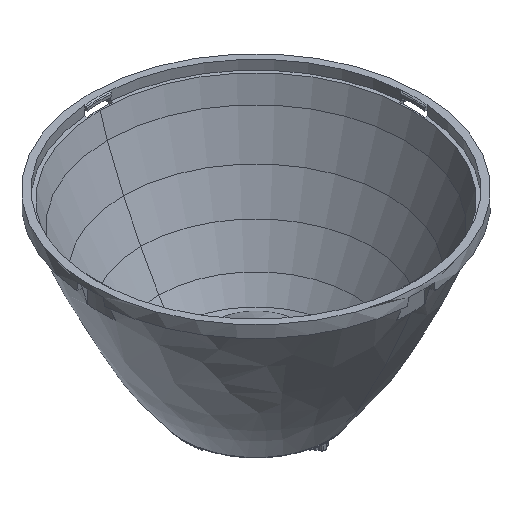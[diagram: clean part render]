
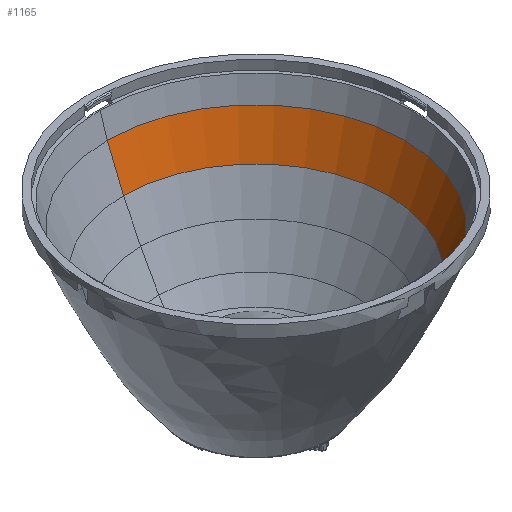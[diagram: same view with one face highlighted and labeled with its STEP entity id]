
A CAD part, isometric view. The second image highlights one B-rep face of the part: STEP entity #1165.
In plain terms, the highlighted conical face has half-angle 22.121 degrees and reference radius 33.589 mm.
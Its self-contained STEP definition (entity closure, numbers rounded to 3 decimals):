
#541 = VERTEX_POINT ( 'NONE', #8224 ) ;
#1165 = ADVANCED_FACE ( 'NONE', ( #7420 ), #10708, .F. ) ;
#1287 = EDGE_CURVE ( 'NONE', #11274, #3273, #6188, .T. ) ;
#2057 = EDGE_CURVE ( 'NONE', #3273, #541, #11150, .T. ) ;
#2779 = EDGE_CURVE ( 'NONE', #11274, #6934, #3656, .T. ) ;
#2825 = AXIS2_PLACEMENT_3D ( 'NONE', #9527, #5895, #4663 ) ;
#3180 = DIRECTION ( 'NONE',  ( 0., -1., 0. ) ) ;
#3273 = VERTEX_POINT ( 'NONE', #5313 ) ;
#3656 = LINE ( 'NONE', #5818, #7810 ) ;
#4171 = ORIENTED_EDGE ( 'NONE', *, *, #2779, .T. ) ;
#4392 = DIRECTION ( 'NONE',  ( 0., 0., 1. ) ) ;
#4587 = DIRECTION ( 'NONE',  ( 0., -0.377, 0.926 ) ) ;
#4663 = DIRECTION ( 'NONE',  ( 0., -1., 0. ) ) ;
#5313 = CARTESIAN_POINT ( 'NONE',  ( 0., 29.934, 24.798 ) ) ;
#5818 = CARTESIAN_POINT ( 'NONE',  ( 0., -33.589, 33.79 ) ) ;
#5895 = DIRECTION ( 'NONE',  ( 0., 0., 1. ) ) ;
#6022 = CARTESIAN_POINT ( 'NONE',  ( 0., -33.589, 33.79 ) ) ;
#6188 = CIRCLE ( 'NONE', #9456, 29.934 ) ;
#6329 = DIRECTION ( 'NONE',  ( 0., -1., 0. ) ) ;
#6845 = CARTESIAN_POINT ( 'NONE',  ( 0., 0., 33.79 ) ) ;
#6934 = VERTEX_POINT ( 'NONE', #6022 ) ;
#7420 = FACE_OUTER_BOUND ( 'NONE', #9158, .T. ) ;
#7559 = DIRECTION ( 'NONE',  ( 0., 0., 1. ) ) ;
#7810 = VECTOR ( 'NONE', #4587, 1000. ) ;
#7883 = CIRCLE ( 'NONE', #2825, 33.589 ) ;
#8224 = CARTESIAN_POINT ( 'NONE',  ( 0., 33.589, 33.79 ) ) ;
#8428 = ORIENTED_EDGE ( 'NONE', *, *, #11924, .T. ) ;
#8751 = DIRECTION ( 'NONE',  ( 0., 0.377, 0.926 ) ) ;
#8764 = CARTESIAN_POINT ( 'NONE',  ( 0., 0., 24.798 ) ) ;
#9010 = ORIENTED_EDGE ( 'NONE', *, *, #1287, .F. ) ;
#9158 = EDGE_LOOP ( 'NONE', ( #9935, #9010, #4171, #8428 ) ) ;
#9456 = AXIS2_PLACEMENT_3D ( 'NONE', #8764, #7559, #6329 ) ;
#9527 = CARTESIAN_POINT ( 'NONE',  ( 0., 0., 33.79 ) ) ;
#9935 = ORIENTED_EDGE ( 'NONE', *, *, #2057, .F. ) ;
#9937 = CARTESIAN_POINT ( 'NONE',  ( 0., 33.589, 33.79 ) ) ;
#10134 = AXIS2_PLACEMENT_3D ( 'NONE', #6845, #4392, #3180 ) ;
#10708 = CONICAL_SURFACE ( 'NONE', #10134, 33.589, 0.386 ) ;
#11150 = LINE ( 'NONE', #9937, #11342 ) ;
#11274 = VERTEX_POINT ( 'NONE', #11317 ) ;
#11317 = CARTESIAN_POINT ( 'NONE',  ( 0., -29.934, 24.798 ) ) ;
#11342 = VECTOR ( 'NONE', #8751, 1000. ) ;
#11924 = EDGE_CURVE ( 'NONE', #6934, #541, #7883, .T. ) ;
